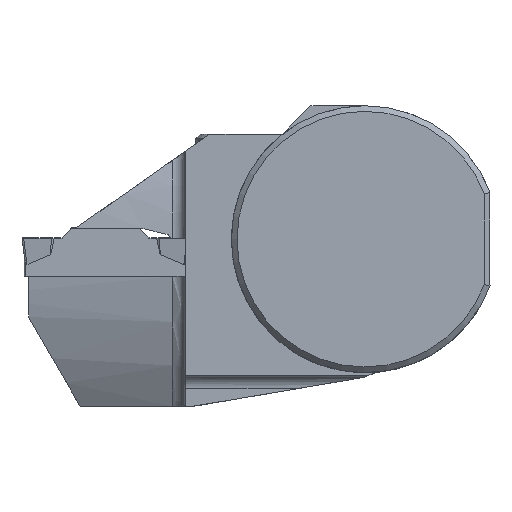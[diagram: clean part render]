
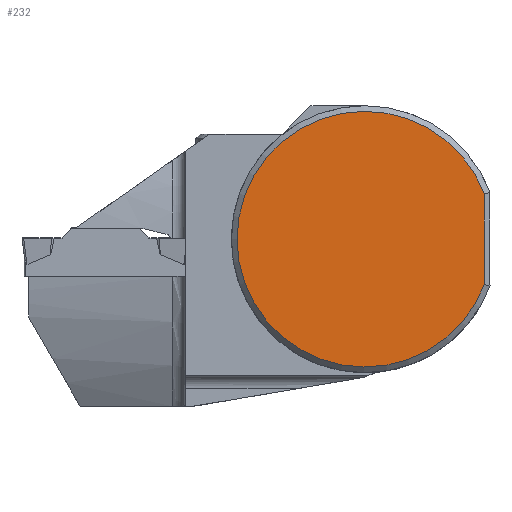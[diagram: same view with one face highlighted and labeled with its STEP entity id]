
A CAD part, top view. The second image highlights one B-rep face of the part: STEP entity #232.
In plain terms, the highlighted planar face has unit normal (0, 0, 1).
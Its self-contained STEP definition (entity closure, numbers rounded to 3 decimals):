
#176=CIRCLE('',#1471,15.325);
#232=ADVANCED_FACE('',(#344),#281,.F.);
#281=PLANE('',#1474);
#344=FACE_OUTER_BOUND('',#409,.T.);
#409=EDGE_LOOP('',(#733,#734));
#733=ORIENTED_EDGE('',*,*,#1054,.T.);
#734=ORIENTED_EDGE('',*,*,#1063,.T.);
#888=VERTEX_POINT('',#2400);
#889=VERTEX_POINT('',#2402);
#1054=EDGE_CURVE('',#889,#888,#1175,.T.);
#1063=EDGE_CURVE('',#888,#889,#176,.T.);
#1175=LINE('',#2401,#1296);
#1296=VECTOR('',#1775,1.);
#1471=AXIS2_PLACEMENT_3D('',#2423,#1796,#1797);
#1474=AXIS2_PLACEMENT_3D('',#2426,#1802,#1803);
#1775=DIRECTION('',(0.,1.,0.));
#1796=DIRECTION('',(0.,0.,1.));
#1797=DIRECTION('',(-1.,0.,0.));
#1802=DIRECTION('',(0.,0.,-1.));
#1803=DIRECTION('',(-1.,0.,0.));
#2400=CARTESIAN_POINT('',(14.325,5.445,0.));
#2401=CARTESIAN_POINT('',(14.325,16.,0.));
#2402=CARTESIAN_POINT('',(14.325,-5.445,0.));
#2423=CARTESIAN_POINT('',(0.,0.,0.));
#2426=CARTESIAN_POINT('',(0.,0.,0.));
